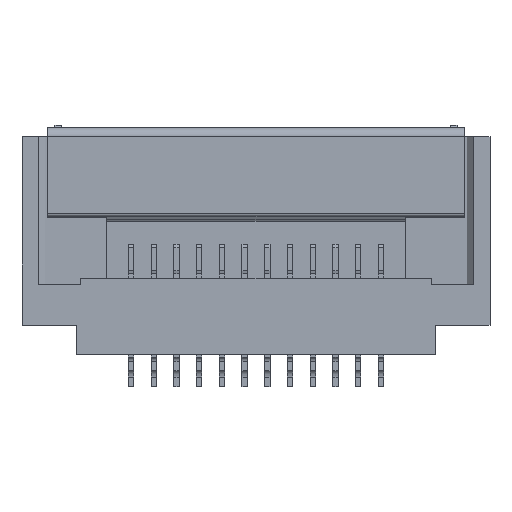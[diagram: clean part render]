
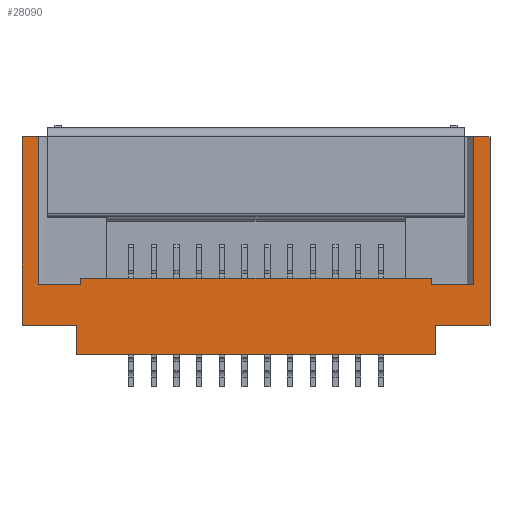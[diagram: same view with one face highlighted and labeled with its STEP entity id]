
A CAD part, top view. The second image highlights one B-rep face of the part: STEP entity #28090.
In plain terms, the highlighted face is planar.
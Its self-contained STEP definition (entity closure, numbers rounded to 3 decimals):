
#6000=CARTESIAN_POINT('',(32.975,58.87,-0.52));
#6010=VERTEX_POINT('',#6000);
#6040=CARTESIAN_POINT('',(40.875,58.87,-0.52));
#6050=DIRECTION('',(-1.,0.,0.));
#6060=VECTOR('',#6050,1.);
#6070=LINE('',#6040,#6060);
#6080=CARTESIAN_POINT('',(40.875,58.87,-0.52));
#6090=VERTEX_POINT('',#6080);
#6100=EDGE_CURVE('',#6090,#6010,#6070,.T.);
#21650=CARTESIAN_POINT('',(42.075,58.87,-5.32));
#21660=VERTEX_POINT('',#21650);
#21690=CARTESIAN_POINT('',(42.075,58.87,-5.32));
#21700=DIRECTION('',(-1.,0.,0.));
#21710=VECTOR('',#21700,1.);
#21720=LINE('',#21690,#21710);
#21730=CARTESIAN_POINT('',(41.72,58.87,-5.32));
#21740=VERTEX_POINT('',#21730);
#21750=EDGE_CURVE('',#21660,#21740,#21720,.T.);
#23590=CARTESIAN_POINT('',(42.075,58.87,-1.17));
#23600=VERTEX_POINT('',#23590);
#23630=CARTESIAN_POINT('',(42.075,58.87,-1.17));
#23640=DIRECTION('',(0.,0.,-1.));
#23650=VECTOR('',#23640,1.);
#23660=LINE('',#23630,#23650);
#23670=EDGE_CURVE('',#23600,#21660,#23660,.T.);
#24910=CARTESIAN_POINT('',(40.875,58.87,-1.17));
#24920=VERTEX_POINT('',#24910);
#24950=CARTESIAN_POINT('',(40.875,58.87,-1.17));
#24960=DIRECTION('',(1.,0.,0.));
#24970=VECTOR('',#24960,1.);
#24980=LINE('',#24950,#24970);
#24990=EDGE_CURVE('',#24920,#23600,#24980,.T.);
#27010=CARTESIAN_POINT('',(40.875,58.87,-0.52));
#27020=DIRECTION('',(0.,0.,-1.));
#27030=VECTOR('',#27020,1.);
#27040=LINE('',#27010,#27030);
#27050=EDGE_CURVE('',#6090,#24920,#27040,.T.);
#27110=CARTESIAN_POINT('',(24.925,58.87,-5.52));
#27120=DIRECTION('',(0.,1.,0.));
#27130=DIRECTION('',(0.,0.,-1.));
#27140=AXIS2_PLACEMENT_3D('',#27110,#27120,#27130);
#27150=PLANE('',#27140);
#27160=CARTESIAN_POINT('',(32.975,58.87,-0.52));
#27170=DIRECTION('',(0.,0.,-1.));
#27180=VECTOR('',#27170,1.);
#27190=LINE('',#27160,#27180);
#27200=CARTESIAN_POINT('',(32.975,58.87,-1.17));
#27210=VERTEX_POINT('',#27200);
#27220=EDGE_CURVE('',#6010,#27210,#27190,.T.);
#27230=ORIENTED_EDGE('',*,*,#27220,.F.);
#27240=CARTESIAN_POINT('',(32.975,58.87,-1.17));
#27250=DIRECTION('',(-1.,0.,0.));
#27260=VECTOR('',#27250,1.);
#27270=LINE('',#27240,#27260);
#27280=CARTESIAN_POINT('',(31.775,58.87,-1.17));
#27290=VERTEX_POINT('',#27280);
#27300=EDGE_CURVE('',#27210,#27290,#27270,.T.);
#27310=ORIENTED_EDGE('',*,*,#27300,.F.);
#27320=CARTESIAN_POINT('',(31.775,58.87,-1.17));
#27330=DIRECTION('',(0.,0.,-1.));
#27340=VECTOR('',#27330,1.);
#27350=LINE('',#27320,#27340);
#27360=CARTESIAN_POINT('',(31.775,58.87,-5.32));
#27370=VERTEX_POINT('',#27360);
#27380=EDGE_CURVE('',#27290,#27370,#27350,.T.);
#27390=ORIENTED_EDGE('',*,*,#27380,.F.);
#27400=CARTESIAN_POINT('',(31.775,58.87,-5.32));
#27410=DIRECTION('',(1.,0.,0.));
#27420=VECTOR('',#27410,1.);
#27430=LINE('',#27400,#27420);
#27440=CARTESIAN_POINT('',(32.13,58.87,-5.32));
#27450=VERTEX_POINT('',#27440);
#27460=EDGE_CURVE('',#27370,#27450,#27430,.T.);
#27470=ORIENTED_EDGE('',*,*,#27460,.F.);
#27480=CARTESIAN_POINT('',(32.13,58.87,-5.32));
#27490=DIRECTION('',(0.,0.,1.));
#27500=VECTOR('',#27490,1.);
#27510=LINE('',#27480,#27500);
#27520=CARTESIAN_POINT('',(32.13,58.87,-2.06));
#27530=VERTEX_POINT('',#27520);
#27540=EDGE_CURVE('',#27450,#27530,#27510,.T.);
#27550=ORIENTED_EDGE('',*,*,#27540,.F.);
#27560=CARTESIAN_POINT('',(32.13,58.87,-2.06));
#27570=DIRECTION('',(1.,0.,0.));
#27580=VECTOR('',#27570,1.);
#27590=LINE('',#27560,#27580);
#27600=CARTESIAN_POINT('',(33.07,58.87,-2.06));
#27610=VERTEX_POINT('',#27600);
#27620=EDGE_CURVE('',#27530,#27610,#27590,.T.);
#27630=ORIENTED_EDGE('',*,*,#27620,.F.);
#27640=CARTESIAN_POINT('',(33.07,58.87,-2.06));
#27650=DIRECTION('',(0.,0.,-1.));
#27660=VECTOR('',#27650,1.);
#27670=LINE('',#27640,#27660);
#27680=CARTESIAN_POINT('',(33.07,58.87,-2.2));
#27690=VERTEX_POINT('',#27680);
#27700=EDGE_CURVE('',#27610,#27690,#27670,.T.);
#27710=ORIENTED_EDGE('',*,*,#27700,.F.);
#27720=CARTESIAN_POINT('',(40.78,58.87,-2.2));
#27730=DIRECTION('',(-1.,0.,0.));
#27740=VECTOR('',#27730,1.);
#27750=LINE('',#27720,#27740);
#27760=CARTESIAN_POINT('',(40.78,58.87,-2.2));
#27770=VERTEX_POINT('',#27760);
#27780=EDGE_CURVE('',#27770,#27690,#27750,.T.);
#27790=ORIENTED_EDGE('',*,*,#27780,.T.);
#27800=CARTESIAN_POINT('',(40.78,58.87,-2.06));
#27810=DIRECTION('',(0.,0.,-1.));
#27820=VECTOR('',#27810,1.);
#27830=LINE('',#27800,#27820);
#27840=CARTESIAN_POINT('',(40.78,58.87,-2.06));
#27850=VERTEX_POINT('',#27840);
#27860=EDGE_CURVE('',#27850,#27770,#27830,.T.);
#27870=ORIENTED_EDGE('',*,*,#27860,.T.);
#27880=CARTESIAN_POINT('',(41.72,58.87,-2.06));
#27890=DIRECTION('',(-1.,0.,0.));
#27900=VECTOR('',#27890,1.);
#27910=LINE('',#27880,#27900);
#27920=CARTESIAN_POINT('',(41.72,58.87,-2.06));
#27930=VERTEX_POINT('',#27920);
#27940=EDGE_CURVE('',#27930,#27850,#27910,.T.);
#27950=ORIENTED_EDGE('',*,*,#27940,.T.);
#27960=CARTESIAN_POINT('',(41.72,58.87,-5.32));
#27970=DIRECTION('',(0.,0.,1.));
#27980=VECTOR('',#27970,1.);
#27990=LINE('',#27960,#27980);
#28000=EDGE_CURVE('',#21740,#27930,#27990,.T.);
#28010=ORIENTED_EDGE('',*,*,#28000,.T.);
#28020=ORIENTED_EDGE('',*,*,#21750,.T.);
#28030=ORIENTED_EDGE('',*,*,#23670,.T.);
#28040=ORIENTED_EDGE('',*,*,#24990,.T.);
#28050=ORIENTED_EDGE('',*,*,#27050,.T.);
#28060=ORIENTED_EDGE('',*,*,#6100,.F.);
#28070=EDGE_LOOP('',(#28060,#28050,#28040,#28030,#28020,#28010,#27950,
#27870,#27790,#27710,#27630,#27550,#27470,#27390,#27310,#27230));
#28080=FACE_OUTER_BOUND('',#28070,.T.);
#28090=ADVANCED_FACE('',(#28080),#27150,.T.);
